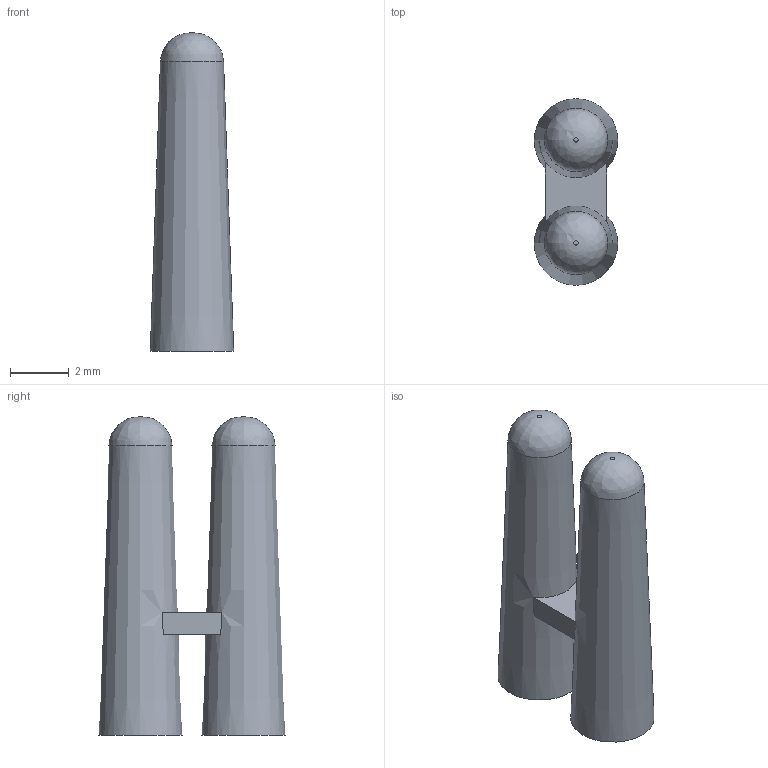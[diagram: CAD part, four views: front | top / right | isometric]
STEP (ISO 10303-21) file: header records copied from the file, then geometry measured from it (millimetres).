
FILE_DESCRIPTION(/* description */ (''),/* implementation_level */ '2;1');
FILE_NAME(/* name */ 'Lightpipe 1x2 A - Supercon 2023 Badge Enclosure - Basic v4.step',/* time_stamp */ '2023-10-24T02:44:54-07:00',/* author */ (''),/* organization */ (''),/* preprocessor_version */ 'ST-DEVELOPER v20',/* originating_system */ 'Autodesk Translation Framework v12.14.0.127',/* authorisation */ '');
FILE_SCHEMA (('AUTOMOTIVE_DESIGN { 1 0 10303 214 3 1 1 }'));
Length unit declared in the file: millimetre
Products named in the file (1): Supercon 2023 Badge Enclosure - Basic
Bounding box: 2.83 x 6.33 x 10.8 mm (x, y, z)
Volume: 102.9 mm3; surface area: 184.6 mm2
Topology: 1 solids, 1 shells, 12 faces, 23 edges, 15 vertices
Faces by surface type: plane 8, bspline 2, cone 2
Entity records: 402 total; most frequent: CARTESIAN_POINT 111, DIRECTION 54, ORIENTED_EDGE 46, AXIS2_PLACEMENT_3D 24, EDGE_CURVE 23, VERTEX_POINT 15, EDGE_LOOP 14, CIRCLE 13
